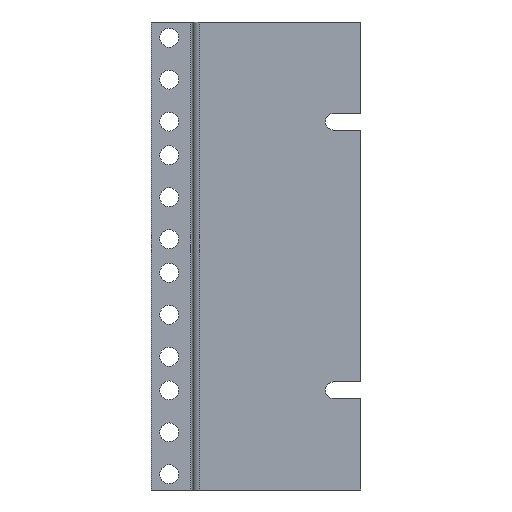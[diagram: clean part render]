
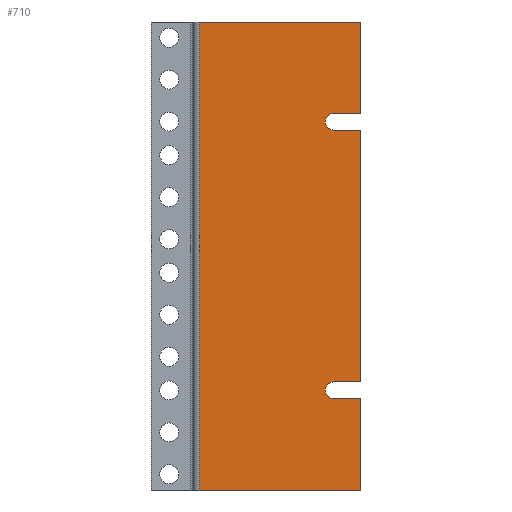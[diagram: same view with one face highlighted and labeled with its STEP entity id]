
A CAD part, front view. The second image highlights one B-rep face of the part: STEP entity #710.
In plain terms, the highlighted planar face has unit normal (0, -1, 0).
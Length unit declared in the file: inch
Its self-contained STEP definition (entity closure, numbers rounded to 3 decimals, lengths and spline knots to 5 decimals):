
#10 = EDGE_CURVE ( 'NONE', #382, #827, #440, .T. ) ;
#18 = CIRCLE ( 'NONE', #166, 0.125 ) ;
#35 = DIRECTION ( 'NONE',  ( 1., 0., 0. ) ) ;
#36 = CARTESIAN_POINT ( 'NONE',  ( 1.5625, 0., 2.125 ) ) ;
#50 = VERTEX_POINT ( 'NONE', #261 ) ;
#58 = ORIENTED_EDGE ( 'NONE', *, *, #790, .F. ) ;
#71 = VECTOR ( 'NONE', #713, 39.37008 ) ;
#74 = CARTESIAN_POINT ( 'NONE',  ( 1.1565, 0., -1.875 ) ) ;
#94 = LINE ( 'NONE', #451, #348 ) ;
#103 = VECTOR ( 'NONE', #765, 39.37008 ) ;
#115 = DIRECTION ( 'NONE',  ( 0., 0., -1. ) ) ;
#122 = VECTOR ( 'NONE', #877, 39.37008 ) ;
#140 = VECTOR ( 'NONE', #826, 39.37008 ) ;
#150 = VECTOR ( 'NONE', #345, 39.37008 ) ;
#166 = AXIS2_PLACEMENT_3D ( 'NONE', #374, #295, #967 ) ;
#169 = LINE ( 'NONE', #521, #122 ) ;
#187 = DIRECTION ( 'NONE',  ( 0., -1., 0. ) ) ;
#190 = CARTESIAN_POINT ( 'NONE',  ( 1.5625, 0., 3.484 ) ) ;
#192 = CARTESIAN_POINT ( 'NONE',  ( 1.5625, 0., -2.125 ) ) ;
#193 = EDGE_CURVE ( 'NONE', #50, #1079, #457, .T. ) ;
#208 = EDGE_CURVE ( 'NONE', #489, #1096, #18, .T. ) ;
#210 = LINE ( 'NONE', #325, #706 ) ;
#261 = CARTESIAN_POINT ( 'NONE',  ( 1.5625, 0., 1.875 ) ) ;
#290 = VERTEX_POINT ( 'NONE', #36 ) ;
#292 = VERTEX_POINT ( 'NONE', #560 ) ;
#295 = DIRECTION ( 'NONE',  ( 0., -1., 0. ) ) ;
#325 = CARTESIAN_POINT ( 'NONE',  ( -1.5625, 0., 2.125 ) ) ;
#345 = DIRECTION ( 'NONE',  ( 0., 0., -1. ) ) ;
#348 = VECTOR ( 'NONE', #368, 39.37008 ) ;
#368 = DIRECTION ( 'NONE',  ( 1., 0., 0. ) ) ;
#374 = CARTESIAN_POINT ( 'NONE',  ( 1.1565, 0., 2. ) ) ;
#382 = VERTEX_POINT ( 'NONE', #192 ) ;
#394 = DIRECTION ( 'NONE',  ( 0., 1., 0. ) ) ;
#398 = ORIENTED_EDGE ( 'NONE', *, *, #193, .F. ) ;
#410 = CARTESIAN_POINT ( 'NONE',  ( -0.83769, 0., -3.484 ) ) ;
#412 = ORIENTED_EDGE ( 'NONE', *, *, #675, .F. ) ;
#419 = CARTESIAN_POINT ( 'NONE',  ( -1.5625, 0., -1.875 ) ) ;
#430 = CARTESIAN_POINT ( 'NONE',  ( 1.5625, 0., -3.484 ) ) ;
#440 = LINE ( 'NONE', #1031, #150 ) ;
#451 = CARTESIAN_POINT ( 'NONE',  ( -1.5625, 0., -2.125 ) ) ;
#457 = LINE ( 'NONE', #190, #500 ) ;
#480 = CARTESIAN_POINT ( 'NONE',  ( 1.5625, 0., 3.484 ) ) ;
#489 = VERTEX_POINT ( 'NONE', #633 ) ;
#500 = VECTOR ( 'NONE', #115, 39.37008 ) ;
#504 = LINE ( 'NONE', #419, #103 ) ;
#521 = CARTESIAN_POINT ( 'NONE',  ( -1.5625, 0., 3.484 ) ) ;
#523 = EDGE_CURVE ( 'NONE', #813, #1089, #963, .T. ) ;
#550 = ORIENTED_EDGE ( 'NONE', *, *, #523, .F. ) ;
#551 = CARTESIAN_POINT ( 'NONE',  ( 1.5625, 0., -1.875 ) ) ;
#558 = LINE ( 'NONE', #817, #764 ) ;
#560 = CARTESIAN_POINT ( 'NONE',  ( -0.83769, 0., 3.484 ) ) ;
#576 = EDGE_CURVE ( 'NONE', #827, #604, #799, .T. ) ;
#580 = LINE ( 'NONE', #667, #674 ) ;
#590 = AXIS2_PLACEMENT_3D ( 'NONE', #879, #187, #1045 ) ;
#604 = VERTEX_POINT ( 'NONE', #410 ) ;
#633 = CARTESIAN_POINT ( 'NONE',  ( 1.1565, 0., 2.125 ) ) ;
#643 = EDGE_CURVE ( 'NONE', #700, #290, #901, .T. ) ;
#645 = ORIENTED_EDGE ( 'NONE', *, *, #1101, .F. ) ;
#655 = ORIENTED_EDGE ( 'NONE', *, *, #643, .F. ) ;
#660 = FACE_OUTER_BOUND ( 'NONE', #848, .T. ) ;
#667 = CARTESIAN_POINT ( 'NONE',  ( -0.83769, 0., 3.484 ) ) ;
#674 = VECTOR ( 'NONE', #1093, 39.37008 ) ;
#675 = EDGE_CURVE ( 'NONE', #290, #489, #210, .T. ) ;
#700 = VERTEX_POINT ( 'NONE', #480 ) ;
#706 = VECTOR ( 'NONE', #835, 39.37008 ) ;
#710 = ADVANCED_FACE ( 'NONE', ( #660 ), #916, .F. ) ;
#713 = DIRECTION ( 'NONE',  ( -1., 0., 0. ) ) ;
#730 = CARTESIAN_POINT ( 'NONE',  ( -1.5625, 0., 3.484 ) ) ;
#737 = ORIENTED_EDGE ( 'NONE', *, *, #10, .F. ) ;
#764 = VECTOR ( 'NONE', #35, 39.37008 ) ;
#765 = DIRECTION ( 'NONE',  ( -1., 0., 0. ) ) ;
#790 = EDGE_CURVE ( 'NONE', #1079, #813, #504, .T. ) ;
#799 = LINE ( 'NONE', #1064, #71 ) ;
#813 = VERTEX_POINT ( 'NONE', #74 ) ;
#815 = ORIENTED_EDGE ( 'NONE', *, *, #919, .F. ) ;
#817 = CARTESIAN_POINT ( 'NONE',  ( -1.5625, 0., 1.875 ) ) ;
#826 = DIRECTION ( 'NONE',  ( 0., 0., -1. ) ) ;
#827 = VERTEX_POINT ( 'NONE', #430 ) ;
#829 = ORIENTED_EDGE ( 'NONE', *, *, #923, .F. ) ;
#835 = DIRECTION ( 'NONE',  ( -1., 0., 0. ) ) ;
#848 = EDGE_LOOP ( 'NONE', ( #645, #1094, #412, #655, #815, #997, #895, #737, #829, #550, #58, #398 ) ) ;
#851 = AXIS2_PLACEMENT_3D ( 'NONE', #730, #394, #1076 ) ;
#877 = DIRECTION ( 'NONE',  ( 1., 0., 0. ) ) ;
#879 = CARTESIAN_POINT ( 'NONE',  ( 1.1565, 0., -2. ) ) ;
#893 = CARTESIAN_POINT ( 'NONE',  ( 1.1565, 0., -2.125 ) ) ;
#895 = ORIENTED_EDGE ( 'NONE', *, *, #576, .F. ) ;
#901 = LINE ( 'NONE', #1080, #140 ) ;
#916 = PLANE ( 'NONE',  #851 ) ;
#919 = EDGE_CURVE ( 'NONE', #292, #700, #169, .T. ) ;
#923 = EDGE_CURVE ( 'NONE', #1089, #382, #94, .T. ) ;
#963 = CIRCLE ( 'NONE', #590, 0.125 ) ;
#967 = DIRECTION ( 'NONE',  ( 0., 0., -1. ) ) ;
#997 = ORIENTED_EDGE ( 'NONE', *, *, #1108, .F. ) ;
#1031 = CARTESIAN_POINT ( 'NONE',  ( 1.5625, 0., 3.484 ) ) ;
#1045 = DIRECTION ( 'NONE',  ( 0., 0., -1. ) ) ;
#1064 = CARTESIAN_POINT ( 'NONE',  ( -1.5625, 0., -3.484 ) ) ;
#1067 = CARTESIAN_POINT ( 'NONE',  ( 1.1565, 0., 1.875 ) ) ;
#1076 = DIRECTION ( 'NONE',  ( 0., 0., 1. ) ) ;
#1079 = VERTEX_POINT ( 'NONE', #551 ) ;
#1080 = CARTESIAN_POINT ( 'NONE',  ( 1.5625, 0., 3.484 ) ) ;
#1089 = VERTEX_POINT ( 'NONE', #893 ) ;
#1093 = DIRECTION ( 'NONE',  ( 0., 0., 1. ) ) ;
#1094 = ORIENTED_EDGE ( 'NONE', *, *, #208, .F. ) ;
#1096 = VERTEX_POINT ( 'NONE', #1067 ) ;
#1101 = EDGE_CURVE ( 'NONE', #1096, #50, #558, .T. ) ;
#1108 = EDGE_CURVE ( 'NONE', #604, #292, #580, .T. ) ;
